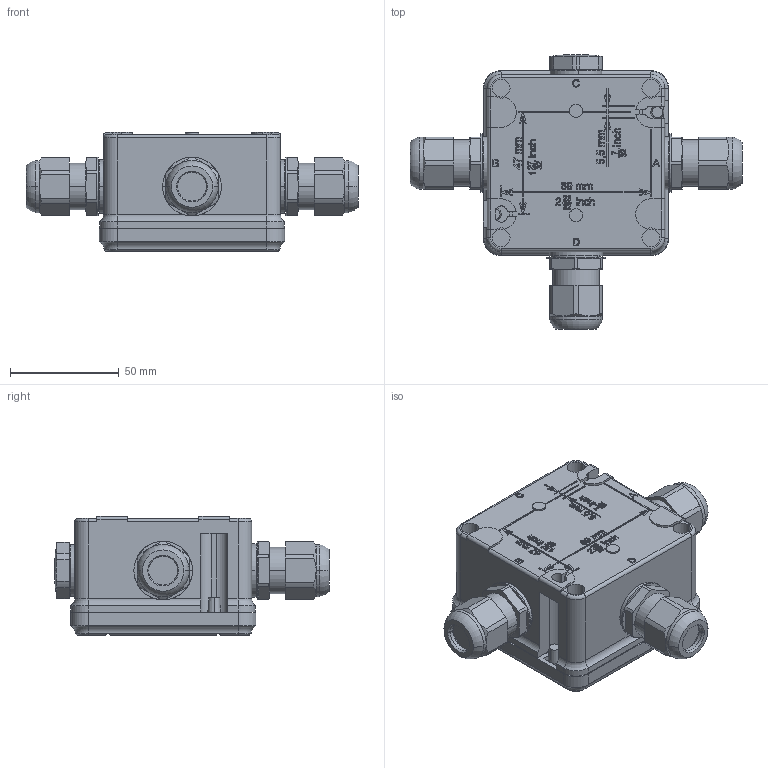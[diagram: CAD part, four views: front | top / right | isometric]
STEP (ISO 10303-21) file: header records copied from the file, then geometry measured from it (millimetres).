
FILE_DESCRIPTION (( 'STEP AP203' ), '1' );
FILE_NAME ('8118-_1_-503-ap203.STEP', '2013-06-26T07:00:02', ( 'Admin' ), ( 'R. STAHL AG' ), 'SwSTEP 2.0', 'SolidWorks 2013', '' );
FILE_SCHEMA (( 'CONFIG_CONTROL_DESIGN' ));
Length unit declared in the file: millimetre
Products named in the file (15): 81_610_77_01_0_Hutmutter_Vereinfacht; Anschlussgewindedichtung_M20; 81_189_61_04_0; Staubschutzkappe_M20; 80_409_01_50_0; 81_610_77_01_0_Vereinfacht; 82_909_01_59_0_vereinfacht; 81_189_01_05_0_Ohne Text; 515_609_0; 509_626_0; 82_900_08_59_0_vereinfacht; 81_610_77_01_0_Stutzen_Vereinfacht; 8118-_1_-503-ap203; 81_610_77_01_0_Dichtung
Assembly tree (22 placements, depth 3):
  8118-_1_-503-ap203
    81_189_61_04_0
      81_189_61_04_0
      80_409_01_50_0  x4
    81_189_01_05_0_Ohne Text
    509_626_0  x4
    81_610_77_01_0_Vereinfacht  x3
      81_610_77_01_0_Stutzen_Vereinfacht
      81_610_77_01_0_Dichtung
      81_610_77_01_0_Hutmutter_Vereinfacht
      Anschlussgewindedichtung_M20
      Staubschutzkappe_M20
    82_900_08_59_0_vereinfacht
      82_909_01_59_0_vereinfacht
      515_609_0
Bounding box: 152.97 x 126.39 x 55 mm (x, y, z)
Volume: 160182.1 mm3; surface area: 105831.4 mm2
Topology: 27 solids, 27 shells, 3114 faces, 8239 edges, 5349 vertices
Faces by surface type: plane 1748, cylinder 592, bspline 431, cone 239, torus 90, sphere 14
Entity records: 99213 total; most frequent: CARTESIAN_POINT 42443, ORIENTED_EDGE 12598, DIRECTION 9476, EDGE_CURVE 6299, VERTEX_POINT 4102, VECTOR 3826, LINE 3826, AXIS2_PLACEMENT_3D 2825
